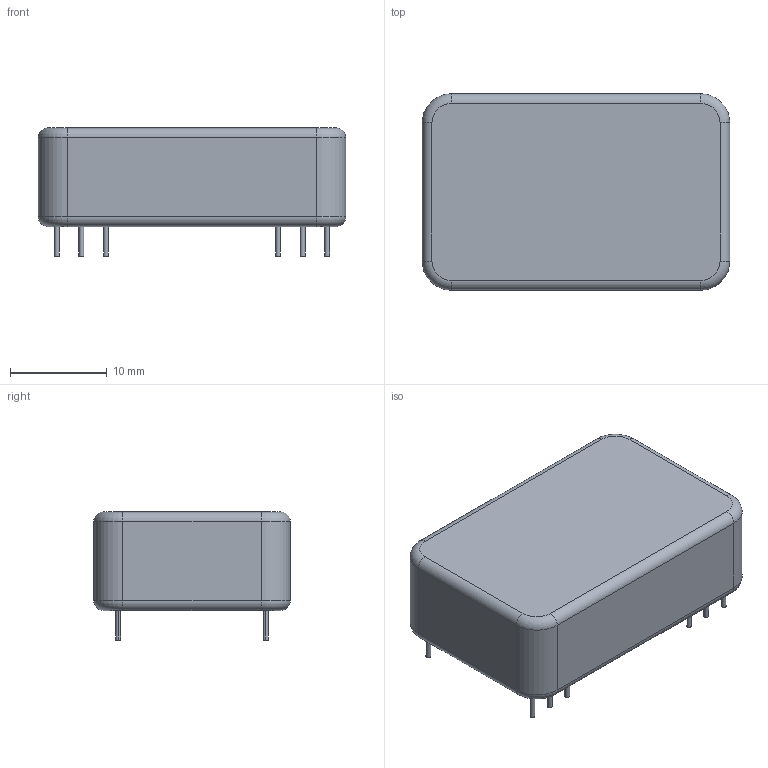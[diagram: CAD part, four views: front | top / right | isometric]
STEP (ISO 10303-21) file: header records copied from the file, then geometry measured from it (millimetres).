
FILE_DESCRIPTION (( 'STEP AP214' ), '1' );
FILE_NAME ('Aimtec AM6TW.STEP', '2021-12-08T04:45:55', ( '' ), ( '' ), 'SwSTEP 2.0', 'SolidWorks 2019', '' );
FILE_SCHEMA (( 'AUTOMOTIVE_DESIGN' ));
Length unit declared in the file: millimetre
Products named in the file (1): Aimtec  AM6TW
Bounding box: 31.8 x 20.3 x 13.25 mm (x, y, z)
Volume: 6471 mm3; surface area: 2257.5 mm2
Topology: 1 solids, 1 shells, 62 faces, 128 edges, 80 vertices
Faces by surface type: cylinder 36, plane 18, torus 8
Entity records: 2094 total; most frequent: DIRECTION 334, CARTESIAN_POINT 271, ORIENTED_EDGE 256, AXIS2_PLACEMENT_3D 143, EDGE_CURVE 128, VERTEX_POINT 80, CIRCLE 80, EDGE_LOOP 74
